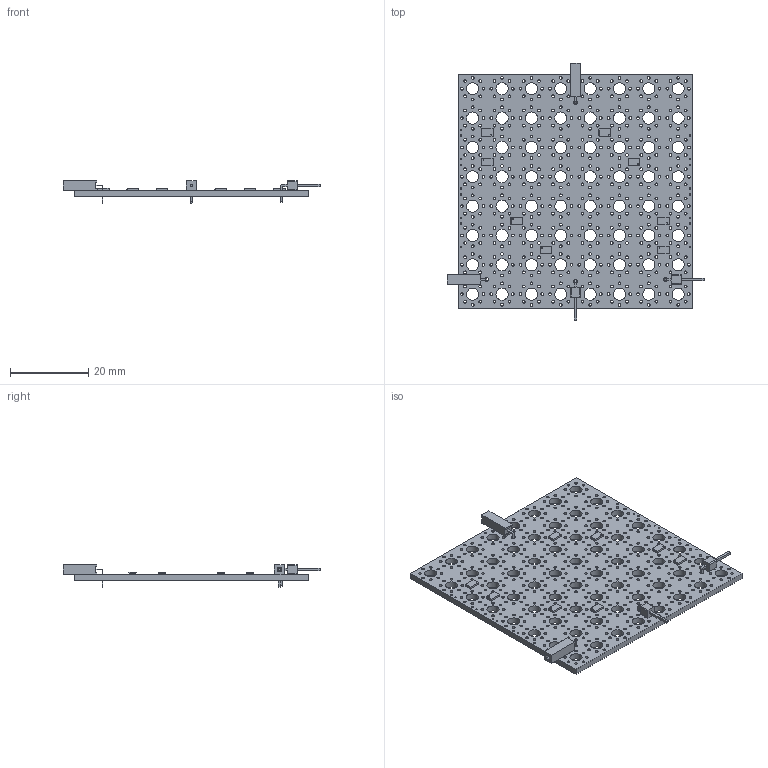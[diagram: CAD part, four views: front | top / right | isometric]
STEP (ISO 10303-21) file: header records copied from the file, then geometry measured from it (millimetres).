
FILE_DESCRIPTION(('KiCad electronic assembly'),'2;1');
FILE_NAME('TacTile-A.step','2023-12-27T22:02:49',('Pcbnew'),('Kicad'), 'Open CASCADE STEP processor 7.6','KiCad to STEP converter','Unknown' );
FILE_SCHEMA(('AUTOMOTIVE_DESIGN { 1 0 10303 214 1 1 1 1 }'));
Length unit declared in the file: millimetre
Products named in the file (8): TacTile-A 1; WDFN-8-1EP_3x2mm_P0.5mm_EP1.3x1.4mm; SOLID; PinHeader_1x01_P2.54mm_Horizontal; PinSocket_1x01_P2.54mm_Horizontal; PCB
Assembly tree (16 placements, depth 3):
  TacTile-A 1
    WDFN-8-1EP_3x2mm_P0.5mm_EP1.3x1.4mm  x8
      SOLID
    PinHeader_1x01_P2.54mm_Horizontal  x2
      SOLID
    PinSocket_1x01_P2.54mm_Horizontal  x2
      SOLID
    PCB
Bounding box: 65.77 x 65.77 x 5.84 mm (x, y, z)
Volume: 4774.5 mm3; surface area: 9554.3 mm2
Topology: 13 solids, 13 shells, 1251 faces, 3573 edges, 2374 vertices
Faces by surface type: plane 640, cylinder 611
Full cylindrical faces by diameter (mm): 0.2 x8, 0.4 x17, 0.7 x512, 1 x4, 3.1 x64
Entity records: 60537 total; most frequent: CARTESIAN_POINT 15878, DIRECTION 8019, ORIENTED_EDGE 4332, PCURVE 4332, DEFINITIONAL_REPRESENTATION 4332, LINE 4094, VECTOR 4094, EDGE_CURVE 2166
